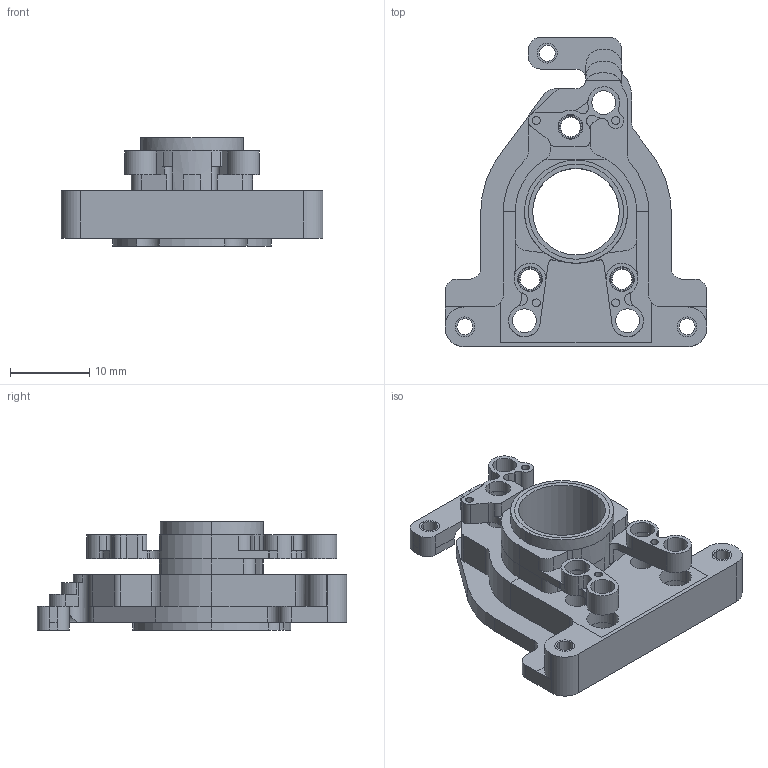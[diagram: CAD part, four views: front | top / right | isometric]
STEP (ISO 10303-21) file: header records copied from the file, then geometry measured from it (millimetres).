
FILE_DESCRIPTION(/* description */ ('VariCAD 2015-3.01 AP-214'),/* implementation_level */ '2;1');
FILE_NAME(/* name */ '0353-19-64D.stp',/* time_stamp */ '2015-12-17T19:51:11-07:00',/* author */ (''),/* organization */ (''),/* preprocessor_version */ 'ST-DEVELOPER v14',/* originating_system */ 'VariCAD 2015-3.01; kernel version (20130303)',/* authorisation */ '');
FILE_SCHEMA (('AUTOMOTIVE_DESIGN'));
Length unit declared in the file: millimetre
Products named in the file (2): 0353-19-64D; 0353-19-64
Assembly tree (1 placements, depth 2):
  0353-19-64D
    0353-19-64
Bounding box: 33 x 39 x 13.65 mm (x, y, z)
Volume: 3894.1 mm3; surface area: 4114.5 mm2
Topology: 1 solids, 1 shells, 319 faces, 846 edges, 545 vertices
Faces by surface type: cylinder 175, plane 118, cone 26
Entity records: 10326 total; most frequent: DIRECTION 1892, CARTESIAN_POINT 1770, ORIENTED_EDGE 1692, EDGE_CURVE 846, AXIS2_PLACEMENT_3D 732, VERTEX_POINT 545, LINE 428, VECTOR 428
